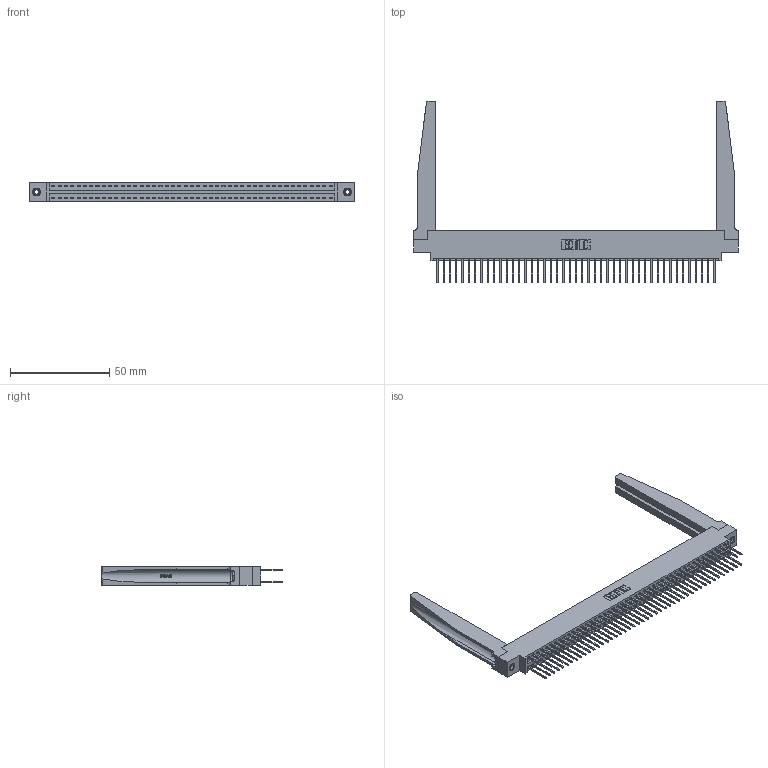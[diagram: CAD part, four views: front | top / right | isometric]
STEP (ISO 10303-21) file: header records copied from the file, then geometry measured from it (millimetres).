
FILE_DESCRIPTION (( 'STEP AP203' ), '1' );
FILE_NAME ('396-090-522-878.STEP', '2019-11-02T15:28:24', ( '' ), ( '' ), 'SwSTEP 2.0', 'SolidWorks 2016', '' );
FILE_SCHEMA (( 'CONFIG_CONTROL_DESIGN' ));
Length unit declared in the file: inch
Products named in the file (5): 345-250-001_345-250-001-102; 396-090-522-878; 346 Part_0.170 Offset - 0.156 Dia-TH; 345-292-001_345-293-122; 346-220-078_345-220-078
Assembly tree (95 placements, depth 2):
  396-090-522-878
    346 Part_0.170 Offset - 0.156 Dia-TH
    345-292-001_345-293-122  x90
    346-220-078_345-220-078  x2
    345-250-001_345-250-001-102  x2
Bounding box: 163.45 x 91.69 x 9.4 mm (x, y, z)
Volume: 22946.4 mm3; surface area: 29878.1 mm2
Topology: 95 solids, 95 shells, 5040 faces, 14899 edges, 9802 vertices
Faces by surface type: plane 3372, cylinder 1616, bspline 36, cone 12, torus 4
Entity records: 33862 total; most frequent: CARTESIAN_POINT 6515, ORIENTED_EDGE 5338, DIRECTION 4779, EDGE_CURVE 2669, LINE 2263, VECTOR 2263, VERTEX_POINT 1772, AXIS2_PLACEMENT_3D 1258
